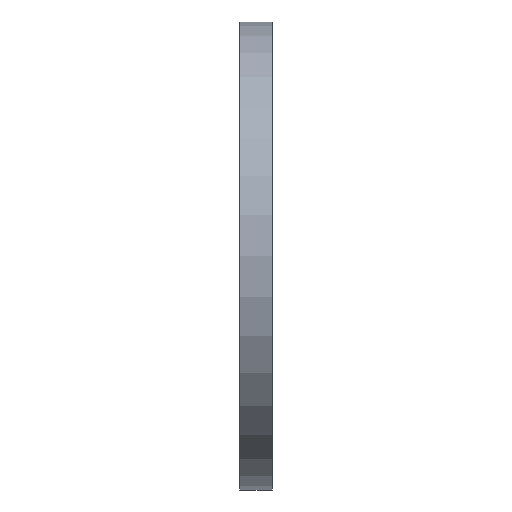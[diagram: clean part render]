
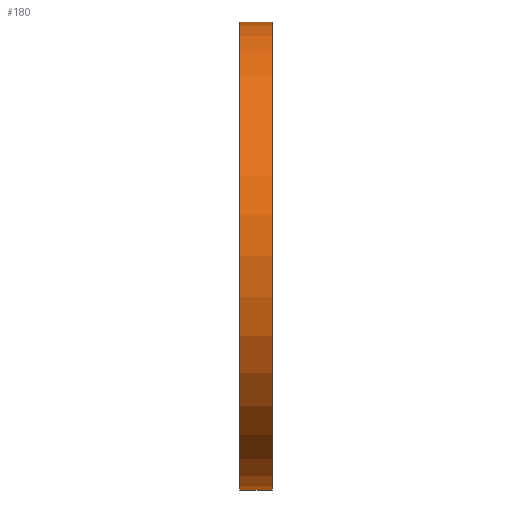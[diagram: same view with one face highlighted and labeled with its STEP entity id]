
A CAD part, front view. The second image highlights one B-rep face of the part: STEP entity #180.
In plain terms, the highlighted cylindrical face has radius 584.2 mm (diameter 1168.4 mm), a partial arc.
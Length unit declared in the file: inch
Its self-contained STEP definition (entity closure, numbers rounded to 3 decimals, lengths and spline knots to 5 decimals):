
#22 = EDGE_CURVE ( 'NONE', #887, #1555, #1010, .T. ) ;
#43 = ORIENTED_EDGE ( 'NONE', *, *, #1519, .T. ) ;
#56 = DIRECTION ( 'NONE',  ( -1., 0., 0. ) ) ;
#78 = VERTEX_POINT ( 'NONE', #269 ) ;
#109 = CARTESIAN_POINT ( 'NONE',  ( 3.25, 0., 0. ) ) ;
#180 = ADVANCED_FACE ( 'NONE', ( #652 ), #1148, .T. ) ;
#251 = DIRECTION ( 'NONE',  ( 0., 0., 1. ) ) ;
#268 = DIRECTION ( 'NONE',  ( -1., 0., 0. ) ) ;
#269 = CARTESIAN_POINT ( 'NONE',  ( 0.0625, 0., 23. ) ) ;
#270 = CARTESIAN_POINT ( 'NONE',  ( 0., 0., 23. ) ) ;
#329 = CARTESIAN_POINT ( 'NONE',  ( 0., 0., 0. ) ) ;
#358 = CARTESIAN_POINT ( 'NONE',  ( 3.25, 0., -23. ) ) ;
#395 = VERTEX_POINT ( 'NONE', #1017 ) ;
#509 = EDGE_CURVE ( 'NONE', #395, #78, #824, .T. ) ;
#559 = VECTOR ( 'NONE', #1656, 39.37008 ) ;
#635 = DIRECTION ( 'NONE',  ( -1., 0., 0. ) ) ;
#652 = FACE_OUTER_BOUND ( 'NONE', #1566, .T. ) ;
#664 = ORIENTED_EDGE ( 'NONE', *, *, #22, .T. ) ;
#674 = ORIENTED_EDGE ( 'NONE', *, *, #1234, .F. ) ;
#715 = LINE ( 'NONE', #1204, #1216 ) ;
#775 = AXIS2_PLACEMENT_3D ( 'NONE', #109, #635, #1133 ) ;
#824 = CIRCLE ( 'NONE', #1533, 23. ) ;
#887 = VERTEX_POINT ( 'NONE', #358 ) ;
#891 = CARTESIAN_POINT ( 'NONE',  ( 0.0625, 0., 0. ) ) ;
#1010 = CIRCLE ( 'NONE', #775, 23. ) ;
#1011 = AXIS2_PLACEMENT_3D ( 'NONE', #329, #1572, #1564 ) ;
#1017 = CARTESIAN_POINT ( 'NONE',  ( 0.0625, 0., -23. ) ) ;
#1032 = CARTESIAN_POINT ( 'NONE',  ( 3.25, 0., 23. ) ) ;
#1133 = DIRECTION ( 'NONE',  ( 0., 0., 1. ) ) ;
#1148 = CYLINDRICAL_SURFACE ( 'NONE', #1011, 23. ) ;
#1171 = LINE ( 'NONE', #270, #559 ) ;
#1204 = CARTESIAN_POINT ( 'NONE',  ( 0., 0., -23. ) ) ;
#1216 = VECTOR ( 'NONE', #56, 39.37008 ) ;
#1234 = EDGE_CURVE ( 'NONE', #887, #395, #715, .T. ) ;
#1519 = EDGE_CURVE ( 'NONE', #1555, #78, #1171, .T. ) ;
#1533 = AXIS2_PLACEMENT_3D ( 'NONE', #891, #268, #251 ) ;
#1555 = VERTEX_POINT ( 'NONE', #1032 ) ;
#1564 = DIRECTION ( 'NONE',  ( 0., 0., 1. ) ) ;
#1566 = EDGE_LOOP ( 'NONE', ( #674, #664, #43, #1610 ) ) ;
#1572 = DIRECTION ( 'NONE',  ( -1., 0., 0. ) ) ;
#1610 = ORIENTED_EDGE ( 'NONE', *, *, #509, .F. ) ;
#1656 = DIRECTION ( 'NONE',  ( -1., 0., 0. ) ) ;
